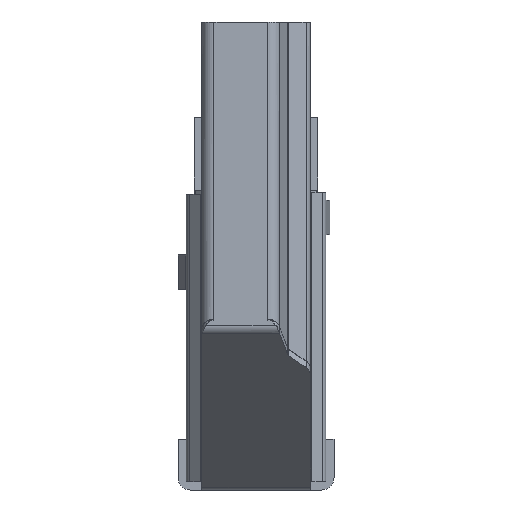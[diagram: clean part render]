
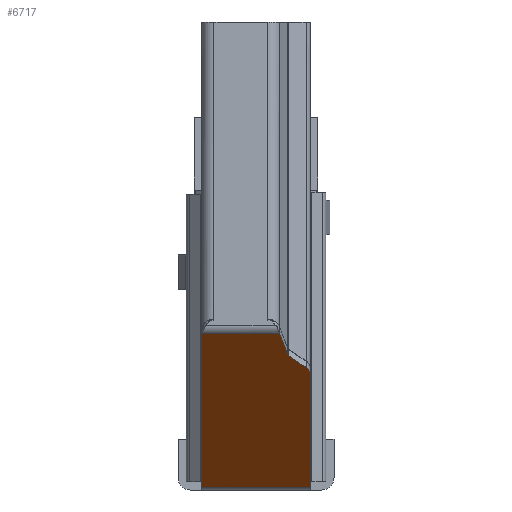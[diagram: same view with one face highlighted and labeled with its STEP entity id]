
A CAD part, left-side view. The second image highlights one B-rep face of the part: STEP entity #6717.
In plain terms, the highlighted planar face has unit normal (-0.652, 0, -0.758).
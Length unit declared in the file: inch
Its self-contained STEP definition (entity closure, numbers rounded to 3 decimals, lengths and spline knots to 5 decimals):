
#103 = EDGE_CURVE ( 'NONE', #8439, #933, #15256, .T. ) ;
#169 = VERTEX_POINT ( 'NONE', #11845 ) ;
#469 = CARTESIAN_POINT ( 'NONE',  ( -0.18835, -0.10609, -0.24048 ) ) ;
#543 = ORIENTED_EDGE ( 'NONE', *, *, #15967, .T. ) ;
#656 = PLANE ( 'NONE',  #5135 ) ;
#933 = VERTEX_POINT ( 'NONE', #16404 ) ;
#1000 =( BOUNDED_CURVE ( )  B_SPLINE_CURVE ( 3, ( #469, #9146, #14917, #12086 ),
 .UNSPECIFIED., .F., .T. ) 
 B_SPLINE_CURVE_WITH_KNOTS ( ( 4, 4 ),
 ( 4.71239, 5.60251 ),
 .UNSPECIFIED. ) 
 CURVE ( )  GEOMETRIC_REPRESENTATION_ITEM ( )  RATIONAL_B_SPLINE_CURVE ( ( 1., 0.935, 0.935, 1. ) ) 
 REPRESENTATION_ITEM ( '' )  );
#1263 = EDGE_LOOP ( 'NONE', ( #10959, #543, #16278, #16368, #1953, #4794, #1540, #15690, #17685 ) ) ;
#1355 = EDGE_CURVE ( 'NONE', #14431, #9109, #1000, .T. ) ;
#1540 = ORIENTED_EDGE ( 'NONE', *, *, #1355, .T. ) ;
#1605 =( BOUNDED_CURVE ( )  B_SPLINE_CURVE ( 3, ( #6941, #3909, #10984, #2306 ),
 .UNSPECIFIED., .F., .T. ) 
 B_SPLINE_CURVE_WITH_KNOTS ( ( 4, 4 ),
 ( 3.82227, 4.39823 ),
 .UNSPECIFIED. ) 
 CURVE ( )  GEOMETRIC_REPRESENTATION_ITEM ( )  RATIONAL_B_SPLINE_CURVE ( ( 1., 0.973, 0.973, 1. ) ) 
 REPRESENTATION_ITEM ( '' )  );
#1715 = DIRECTION ( 'NONE',  ( 0., 1., 0. ) ) ;
#1821 = LINE ( 'NONE', #4622, #14568 ) ;
#1953 = ORIENTED_EDGE ( 'NONE', *, *, #103, .F. ) ;
#1979 = DIRECTION ( 'NONE',  ( -0.736, 0.24, 0.633 ) ) ;
#2306 = CARTESIAN_POINT ( 'NONE',  ( -0.23771, -0.06094, -0.19802 ) ) ;
#2608 = EDGE_CURVE ( 'NONE', #9109, #11189, #7538, .T. ) ;
#3909 = CARTESIAN_POINT ( 'NONE',  ( -0.23499, -0.06228, -0.20036 ) ) ;
#4146 = EDGE_CURVE ( 'NONE', #5003, #13367, #6122, .T. ) ;
#4386 = DIRECTION ( 'NONE',  ( -0.553, 0.684, 0.476 ) ) ;
#4622 = CARTESIAN_POINT ( 'NONE',  ( -0.28449, 0.10149, -0.15778 ) ) ;
#4794 = ORIENTED_EDGE ( 'NONE', *, *, #15735, .T. ) ;
#4845 =( BOUNDED_CURVE ( )  B_SPLINE_CURVE ( 3, ( #10981, #7810, #18008, #15052 ),
 .UNSPECIFIED., .F., .T. ) 
 B_SPLINE_CURVE_WITH_KNOTS ( ( 4, 4 ),
 ( 1.31297, 1.5708 ),
 .UNSPECIFIED. ) 
 CURVE ( )  GEOMETRIC_REPRESENTATION_ITEM ( )  RATIONAL_B_SPLINE_CURVE ( ( 1., 0.994, 0.994, 1. ) ) 
 REPRESENTATION_ITEM ( '' )  );
#5003 = VERTEX_POINT ( 'NONE', #5358 ) ;
#5135 = AXIS2_PLACEMENT_3D ( 'NONE', #14141, #6429, #12736 ) ;
#5140 = DIRECTION ( 'NONE',  ( 0., 1., 0. ) ) ;
#5358 = CARTESIAN_POINT ( 'NONE',  ( -0.23771, -0.06094, -0.19802 ) ) ;
#5397 = VECTOR ( 'NONE', #14652, 39.37008 ) ;
#5451 = CARTESIAN_POINT ( 'NONE',  ( 0.06325, -0.10609, -0.45689 ) ) ;
#5528 = FACE_OUTER_BOUND ( 'NONE', #1263, .T. ) ;
#5848 = CARTESIAN_POINT ( 'NONE',  ( -0.23403, -0.06347, -0.20119 ) ) ;
#6122 = LINE ( 'NONE', #14809, #12913 ) ;
#6280 = CARTESIAN_POINT ( 'NONE',  ( -0.28449, -0.0457, -0.15778 ) ) ;
#6429 = DIRECTION ( 'NONE',  ( 0.652, 0., 0.758 ) ) ;
#6717 = ADVANCED_FACE ( 'NONE', ( #5528 ), #656, .F. ) ;
#6941 = CARTESIAN_POINT ( 'NONE',  ( -0.23403, -0.06347, -0.20119 ) ) ;
#7538 = LINE ( 'NONE', #17344, #13151 ) ;
#7810 = CARTESIAN_POINT ( 'NONE',  ( -0.28253, 0.10505, -0.15947 ) ) ;
#8000 = CARTESIAN_POINT ( 'NONE',  ( -0.28449, 0.10453, -0.15778 ) ) ;
#8439 = VERTEX_POINT ( 'NONE', #5451 ) ;
#8445 = DIRECTION ( 'NONE',  ( 0.758, 0., -0.652 ) ) ;
#9109 = VERTEX_POINT ( 'NONE', #17941 ) ;
#9146 = CARTESIAN_POINT ( 'NONE',  ( -0.19559, -0.10609, -0.23425 ) ) ;
#9424 = VERTEX_POINT ( 'NONE', #8000 ) ;
#10214 = CARTESIAN_POINT ( 'NONE',  ( -0.20066, -0.10609, -0.22989 ) ) ;
#10959 = ORIENTED_EDGE ( 'NONE', *, *, #4146, .T. ) ;
#10981 = CARTESIAN_POINT ( 'NONE',  ( -0.28449, 0.10453, -0.15778 ) ) ;
#10984 = CARTESIAN_POINT ( 'NONE',  ( -0.23625, -0.06141, -0.19927 ) ) ;
#11189 = VERTEX_POINT ( 'NONE', #5848 ) ;
#11725 = EDGE_CURVE ( 'NONE', #169, #933, #17225, .T. ) ;
#11845 = CARTESIAN_POINT ( 'NONE',  ( -0.27848, 0.10531, -0.16295 ) ) ;
#12086 = CARTESIAN_POINT ( 'NONE',  ( -0.20667, -0.09734, -0.22472 ) ) ;
#12456 = EDGE_CURVE ( 'NONE', #11189, #5003, #1605, .T. ) ;
#12512 = CARTESIAN_POINT ( 'NONE',  ( 0.06325, 0.10531, -0.45689 ) ) ;
#12736 = DIRECTION ( 'NONE',  ( 0., -1., 0. ) ) ;
#12792 = CARTESIAN_POINT ( 'NONE',  ( -0.20066, 0.10531, -0.22989 ) ) ;
#12913 = VECTOR ( 'NONE', #1979, 39.37008 ) ;
#13151 = VECTOR ( 'NONE', #4386, 39.37008 ) ;
#13367 = VERTEX_POINT ( 'NONE', #6280 ) ;
#14141 = CARTESIAN_POINT ( 'NONE',  ( -0.20066, 0., -0.22989 ) ) ;
#14222 = VECTOR ( 'NONE', #5140, 39.37008 ) ;
#14321 = CARTESIAN_POINT ( 'NONE',  ( -0.18835, -0.10609, -0.24048 ) ) ;
#14431 = VERTEX_POINT ( 'NONE', #14321 ) ;
#14568 = VECTOR ( 'NONE', #1715, 39.37008 ) ;
#14652 = DIRECTION ( 'NONE',  ( -0.758, 0., 0.652 ) ) ;
#14809 = CARTESIAN_POINT ( 'NONE',  ( -0.21354, -0.06881, -0.21881 ) ) ;
#14917 = CARTESIAN_POINT ( 'NONE',  ( -0.20212, -0.10297, -0.22864 ) ) ;
#15052 = CARTESIAN_POINT ( 'NONE',  ( -0.27848, 0.10531, -0.16295 ) ) ;
#15256 = LINE ( 'NONE', #12512, #14222 ) ;
#15690 = ORIENTED_EDGE ( 'NONE', *, *, #2608, .T. ) ;
#15735 = EDGE_CURVE ( 'NONE', #8439, #14431, #16381, .T. ) ;
#15967 = EDGE_CURVE ( 'NONE', #13367, #9424, #1821, .T. ) ;
#16278 = ORIENTED_EDGE ( 'NONE', *, *, #18648, .T. ) ;
#16368 = ORIENTED_EDGE ( 'NONE', *, *, #11725, .T. ) ;
#16381 = LINE ( 'NONE', #10214, #5397 ) ;
#16404 = CARTESIAN_POINT ( 'NONE',  ( 0.06325, 0.10531, -0.45689 ) ) ;
#16558 = VECTOR ( 'NONE', #8445, 39.37008 ) ;
#17225 = LINE ( 'NONE', #12792, #16558 ) ;
#17344 = CARTESIAN_POINT ( 'NONE',  ( -0.24029, -0.05572, -0.1958 ) ) ;
#17685 = ORIENTED_EDGE ( 'NONE', *, *, #12456, .T. ) ;
#17941 = CARTESIAN_POINT ( 'NONE',  ( -0.20667, -0.09734, -0.22472 ) ) ;
#18008 = CARTESIAN_POINT ( 'NONE',  ( -0.28051, 0.10531, -0.1612 ) ) ;
#18648 = EDGE_CURVE ( 'NONE', #9424, #169, #4845, .T. ) ;
